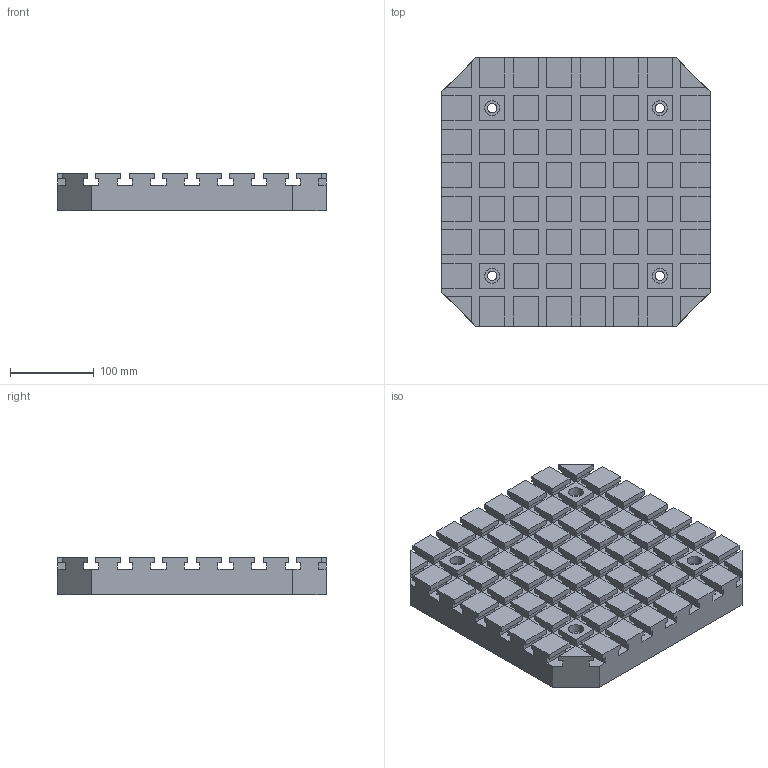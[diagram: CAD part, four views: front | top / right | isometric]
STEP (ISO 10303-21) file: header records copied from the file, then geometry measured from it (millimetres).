
FILE_DESCRIPTION(('STEP AP214'),'1');
FILE_NAME(' ',' ',('TraceParts'),('TraceParts S.A.'),'XStep 1.0',' ',' ');
FILE_SCHEMA(('automotive_design'));
Length unit declared in the file: millimetre
Products named in the file (1): 1
Bounding box: 320 x 320 x 45 mm (x, y, z)
Volume: 3640859.7 mm3; surface area: 391795.6 mm2
Topology: 1 solids, 1 shells, 612 faces, 1596 edges, 1064 vertices
Faces by surface type: plane 592, cylinder 20
Entity records: 36628 total; most frequent: CARTESIAN_POINT 3273, STYLED_ITEM 3272, PRESENTATION_STYLE_ASSIGNMENT 3272, COLOUR_RGB 3272, ORIENTED_EDGE 3192, DIRECTION 2862, EDGE_CURVE 1596, CURVE_STYLE 1596
